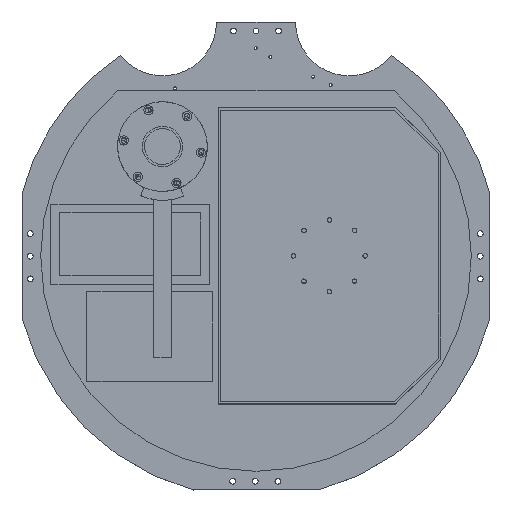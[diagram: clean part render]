
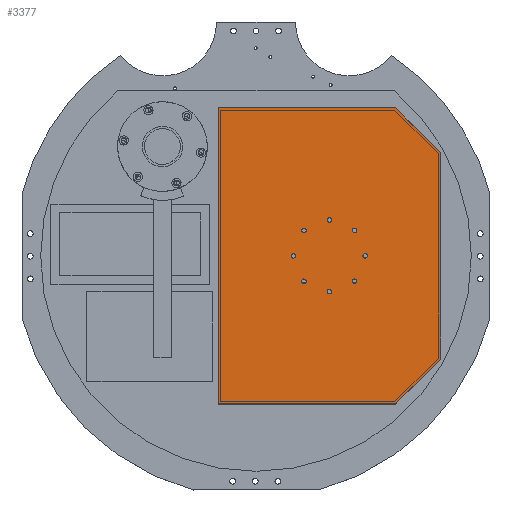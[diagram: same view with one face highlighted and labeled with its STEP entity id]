
A CAD part, top view. The second image highlights one B-rep face of the part: STEP entity #3377.
In plain terms, the highlighted face is planar.
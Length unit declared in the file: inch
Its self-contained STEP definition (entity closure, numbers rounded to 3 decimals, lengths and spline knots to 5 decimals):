
#1257=CIRCLE('',#15879,0.0625);
#1258=CIRCLE('',#15880,0.0625);
#1259=CIRCLE('',#15881,0.0625);
#1260=CIRCLE('',#15882,0.0625);
#1261=CIRCLE('',#15883,0.0625);
#1262=CIRCLE('',#15884,0.0625);
#1263=CIRCLE('',#15885,0.0625);
#1264=CIRCLE('',#15886,0.0625);
#2197=FACE_BOUND('',#5368,.T.);
#2198=FACE_BOUND('',#5369,.T.);
#2199=FACE_BOUND('',#5370,.T.);
#2200=FACE_BOUND('',#5371,.T.);
#2201=FACE_BOUND('',#5372,.T.);
#2202=FACE_BOUND('',#5373,.T.);
#2203=FACE_BOUND('',#5374,.T.);
#2204=FACE_BOUND('',#5375,.T.);
#2205=FACE_BOUND('',#5376,.T.);
#3377=ADVANCED_FACE('',(#2197,#2198,#2199,#2200,#2201,#2202,#2203,#2204,
#2205),#4268,.F.);
#4268=PLANE('',#15887);
#5368=EDGE_LOOP('',(#6839));
#5369=EDGE_LOOP('',(#6840));
#5370=EDGE_LOOP('',(#6841));
#5371=EDGE_LOOP('',(#6842));
#5372=EDGE_LOOP('',(#6843));
#5373=EDGE_LOOP('',(#6844));
#5374=EDGE_LOOP('',(#6845));
#5375=EDGE_LOOP('',(#6846));
#5376=EDGE_LOOP('',(#6847,#6848,#6849,#6850,#6851,#6852));
#6839=ORIENTED_EDGE('',*,*,#12135,.F.);
#6840=ORIENTED_EDGE('',*,*,#12136,.F.);
#6841=ORIENTED_EDGE('',*,*,#12137,.F.);
#6842=ORIENTED_EDGE('',*,*,#12138,.F.);
#6843=ORIENTED_EDGE('',*,*,#12139,.F.);
#6844=ORIENTED_EDGE('',*,*,#12140,.F.);
#6845=ORIENTED_EDGE('',*,*,#12141,.F.);
#6846=ORIENTED_EDGE('',*,*,#12142,.F.);
#6847=ORIENTED_EDGE('',*,*,#12143,.F.);
#6848=ORIENTED_EDGE('',*,*,#12144,.F.);
#6849=ORIENTED_EDGE('',*,*,#12145,.F.);
#6850=ORIENTED_EDGE('',*,*,#12146,.F.);
#6851=ORIENTED_EDGE('',*,*,#12147,.F.);
#6852=ORIENTED_EDGE('',*,*,#12148,.F.);
#10745=VERTEX_POINT('',#22478);
#10746=VERTEX_POINT('',#22480);
#10747=VERTEX_POINT('',#22482);
#10748=VERTEX_POINT('',#22484);
#10749=VERTEX_POINT('',#22486);
#10750=VERTEX_POINT('',#22488);
#10751=VERTEX_POINT('',#22490);
#10752=VERTEX_POINT('',#22492);
#10753=VERTEX_POINT('',#22494);
#10754=VERTEX_POINT('',#22495);
#10755=VERTEX_POINT('',#22497);
#10756=VERTEX_POINT('',#22499);
#10757=VERTEX_POINT('',#22501);
#10758=VERTEX_POINT('',#22503);
#12135=EDGE_CURVE('',#10745,#10745,#1257,.T.);
#12136=EDGE_CURVE('',#10746,#10746,#1258,.T.);
#12137=EDGE_CURVE('',#10747,#10747,#1259,.T.);
#12138=EDGE_CURVE('',#10748,#10748,#1260,.T.);
#12139=EDGE_CURVE('',#10749,#10749,#1261,.T.);
#12140=EDGE_CURVE('',#10750,#10750,#1262,.T.);
#12141=EDGE_CURVE('',#10751,#10751,#1263,.T.);
#12142=EDGE_CURVE('',#10752,#10752,#1264,.T.);
#12143=EDGE_CURVE('',#10753,#10754,#14113,.T.);
#12144=EDGE_CURVE('',#10755,#10753,#14114,.T.);
#12145=EDGE_CURVE('',#10756,#10755,#14115,.T.);
#12146=EDGE_CURVE('',#10757,#10756,#14116,.T.);
#12147=EDGE_CURVE('',#10758,#10757,#14117,.T.);
#12148=EDGE_CURVE('',#10754,#10758,#14118,.T.);
#14113=LINE('',#22493,#15008);
#14114=LINE('',#22496,#15009);
#14115=LINE('',#22498,#15010);
#14116=LINE('',#22500,#15011);
#14117=LINE('',#22502,#15012);
#14118=LINE('',#22504,#15013);
#15008=VECTOR('',#17851,1.);
#15009=VECTOR('',#17852,1.);
#15010=VECTOR('',#17853,1.);
#15011=VECTOR('',#17854,1.);
#15012=VECTOR('',#17855,1.);
#15013=VECTOR('',#17856,1.);
#15879=AXIS2_PLACEMENT_3D('',#22477,#17835,#17836);
#15880=AXIS2_PLACEMENT_3D('',#22479,#17837,#17838);
#15881=AXIS2_PLACEMENT_3D('',#22481,#17839,#17840);
#15882=AXIS2_PLACEMENT_3D('',#22483,#17841,#17842);
#15883=AXIS2_PLACEMENT_3D('',#22485,#17843,#17844);
#15884=AXIS2_PLACEMENT_3D('',#22487,#17845,#17846);
#15885=AXIS2_PLACEMENT_3D('',#22489,#17847,#17848);
#15886=AXIS2_PLACEMENT_3D('',#22491,#17849,#17850);
#15887=AXIS2_PLACEMENT_3D('',#22505,#17857,#17858);
#17835=DIRECTION('',(-1.,0.,0.));
#17836=DIRECTION('',(0.,0.707,-0.707));
#17837=DIRECTION('',(-1.,0.,0.));
#17838=DIRECTION('',(0.,0.707,-0.707));
#17839=DIRECTION('',(-1.,0.,0.));
#17840=DIRECTION('',(0.,0.707,-0.707));
#17841=DIRECTION('',(-1.,0.,0.));
#17842=DIRECTION('',(0.,0.707,-0.707));
#17843=DIRECTION('',(-1.,0.,0.));
#17844=DIRECTION('',(0.,0.707,-0.707));
#17845=DIRECTION('',(-1.,0.,0.));
#17846=DIRECTION('',(0.,0.707,-0.707));
#17847=DIRECTION('',(-1.,0.,0.));
#17848=DIRECTION('',(0.,0.707,-0.707));
#17849=DIRECTION('',(-1.,0.,0.));
#17850=DIRECTION('',(0.,0.707,-0.707));
#17851=DIRECTION('',(0.,0.707,-0.707));
#17852=DIRECTION('',(0.,0.,-1.));
#17853=DIRECTION('',(0.,-1.,0.));
#17854=DIRECTION('',(0.,0.,1.));
#17855=DIRECTION('',(0.,0.707,0.707));
#17856=DIRECTION('',(0.,1.,0.));
#17857=DIRECTION('',(1.,0.,0.));
#17858=DIRECTION('',(0.,0.,1.));
#22477=CARTESIAN_POINT('',(0.,0.,1.));
#22478=CARTESIAN_POINT('',(0.,0.04419,0.95581));
#22479=CARTESIAN_POINT('',(0.,-0.70711,0.70711));
#22480=CARTESIAN_POINT('',(0.,-0.66291,0.66291));
#22481=CARTESIAN_POINT('',(0.,-1.,0.));
#22482=CARTESIAN_POINT('',(0.,-0.95581,-0.04419));
#22483=CARTESIAN_POINT('',(0.,-0.70711,-0.70711));
#22484=CARTESIAN_POINT('',(0.,-0.66291,-0.7513));
#22485=CARTESIAN_POINT('',(0.,0.,-1.));
#22486=CARTESIAN_POINT('',(0.,0.04419,-1.04419));
#22487=CARTESIAN_POINT('',(0.,0.70711,-0.70711));
#22488=CARTESIAN_POINT('',(0.,0.7513,-0.7513));
#22489=CARTESIAN_POINT('',(0.,1.,0.));
#22490=CARTESIAN_POINT('',(0.,1.04419,-0.04419));
#22491=CARTESIAN_POINT('',(0.,0.70711,0.70711));
#22492=CARTESIAN_POINT('',(0.,0.7513,0.66291));
#22493=CARTESIAN_POINT('',(0.,-4.125,-1.85));
#22494=CARTESIAN_POINT('',(0.,-4.125,-1.85));
#22495=CARTESIAN_POINT('',(0.,-2.875,-3.1));
#22496=CARTESIAN_POINT('',(0.,-4.125,3.1));
#22497=CARTESIAN_POINT('',(0.,-4.125,3.1));
#22498=CARTESIAN_POINT('',(0.,4.125,3.1));
#22499=CARTESIAN_POINT('',(0.,4.125,3.1));
#22500=CARTESIAN_POINT('',(0.,4.125,-3.1));
#22501=CARTESIAN_POINT('',(0.,4.125,-1.85));
#22502=CARTESIAN_POINT('',(0.,2.875,-3.1));
#22503=CARTESIAN_POINT('',(0.,2.875,-3.1));
#22504=CARTESIAN_POINT('',(0.,-4.125,-3.1));
#22505=CARTESIAN_POINT('',(0.,0.,0.));
